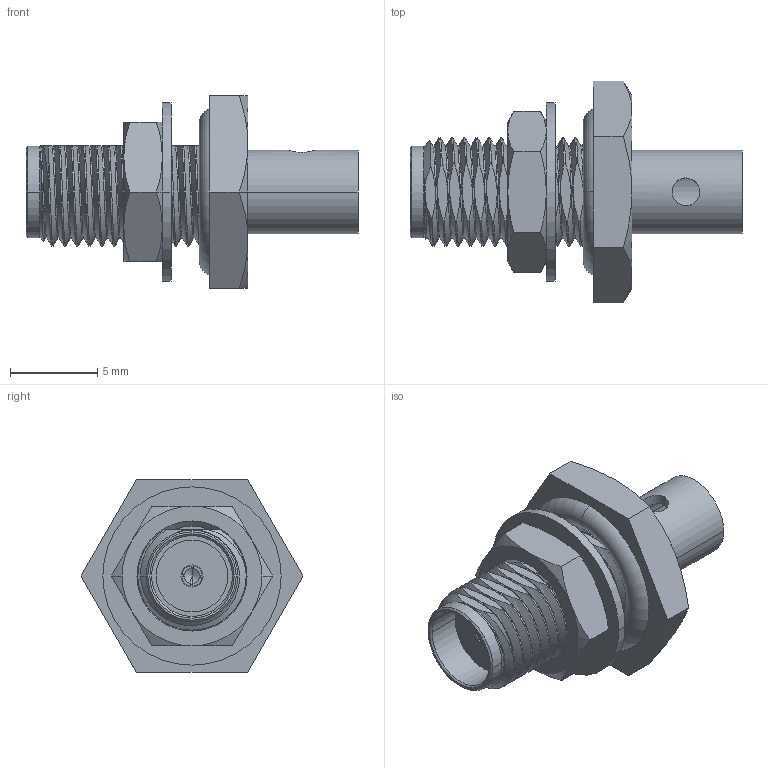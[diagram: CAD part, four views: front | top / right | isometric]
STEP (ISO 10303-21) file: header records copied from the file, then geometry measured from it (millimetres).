
FILE_DESCRIPTION (( 'STEP AP214' ), '1' );
FILE_NAME ('FMCN5359_3D.step', '2025-10-21T21:10:10', ( '' ), ( '' ), 'SwSTEP 2.0', 'SolidWorks 2025', '' );
FILE_SCHEMA (( 'AUTOMOTIVE_DESIGN' ));
Length unit declared in the file: inch
Products named in the file (7): Center Pin^FMCN5359; Insulator^FMCN5359; O-Ring^FMCN5359; Nut^FMCN5359; FMCN5359_3D; Body^FMCN5359; Washer^FMCN5359
Assembly tree (6 placements, depth 2):
  FMCN5359_3D
    Body^FMCN5359
    Nut^FMCN5359
    Washer^FMCN5359
    O-Ring^FMCN5359
    Insulator^FMCN5359
    Center Pin^FMCN5359
Bounding box: 19 x 12.7 x 11 mm (x, y, z)
Volume: 589.9 mm3; surface area: 1622.7 mm2
Topology: 6 solids, 6 shells, 224 faces, 590 edges, 377 vertices
Faces by surface type: cylinder 94, plane 79, cone 28, sphere 16, torus 4, bspline 3
Entity records: 9563 total; most frequent: CARTESIAN_POINT 4098, ORIENTED_EDGE 1172, DIRECTION 1052, EDGE_CURVE 586, AXIS2_PLACEMENT_3D 413, VERTEX_POINT 377, EDGE_LOOP 239, LINE 226
